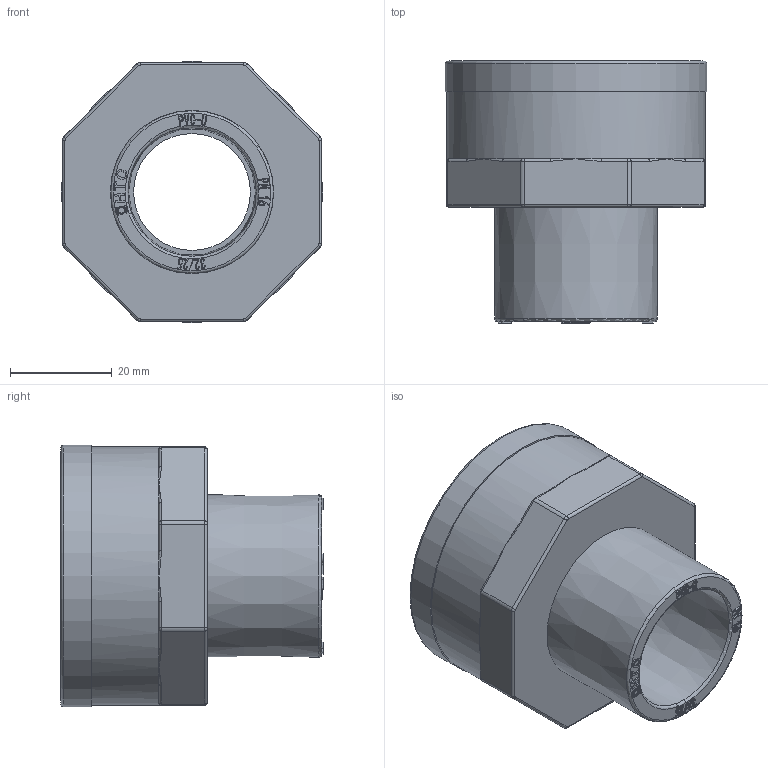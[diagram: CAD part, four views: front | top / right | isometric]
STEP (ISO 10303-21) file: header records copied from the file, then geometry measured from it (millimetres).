
FILE_DESCRIPTION(/* description */ (''),/* implementation_level */ '2;1');
FILE_NAME(/* name */ 'AF0351.032.040.step',/* time_stamp */ '2026-01-22T10:33:05+01:00',/* author */ (''),/* organization */ (''),/* preprocessor_version */ 'ST-DEVELOPER v20.1',/* originating_system */ 'Autodesk Translation Framework v14.21.0.0',/* authorisation */ '');
FILE_SCHEMA (('AUTOMOTIVE_DESIGN { 1 0 10303 214 3 1 1 }'));
Length unit declared in the file: millimetre
Products named in the file (1): AF0351.032.040
Bounding box: 51.53 x 51.58 x 51.53 mm (x, y, z)
Volume: 34830.9 mm3; surface area: 20204.5 mm2
Topology: 2 solids, 2 shells, 760 faces, 2138 edges, 1393 vertices
Faces by surface type: plane 646, cylinder 63, bspline 43, torus 6, cone 2
Full cylindrical faces by diameter (mm): 1.167 x1, 1.556 x1, 23 x1, 38.952 x8, 41.91 x8, 44.865 x1, 45 x1, 50.962 x1, 51 x1, 51.529 x1
Entity records: 29625 total; most frequent: CARTESIAN_POINT 10268, ORIENTED_EDGE 4244, DIRECTION 3605, EDGE_CURVE 2122, LINE 1889, VECTOR 1889, VERTEX_POINT 1393, AXIS2_PLACEMENT_3D 858
